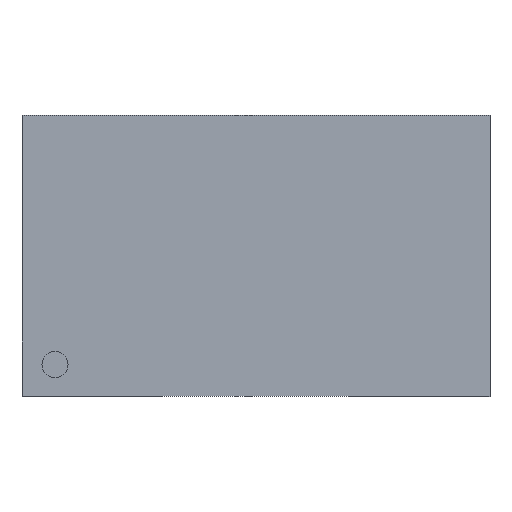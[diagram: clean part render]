
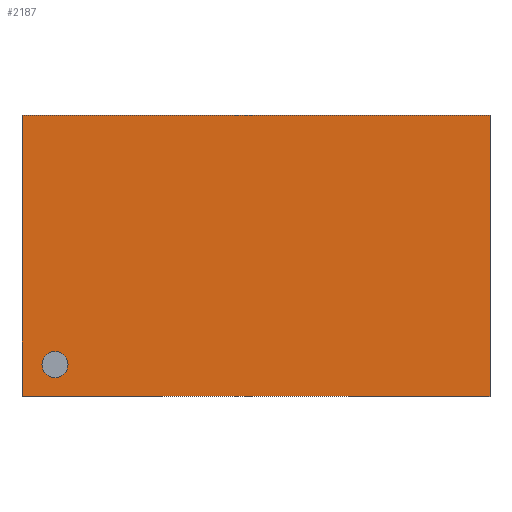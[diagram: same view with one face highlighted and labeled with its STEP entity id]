
A CAD part, top view. The second image highlights one B-rep face of the part: STEP entity #2187.
In plain terms, the highlighted planar face has unit normal (0, 0, 1).
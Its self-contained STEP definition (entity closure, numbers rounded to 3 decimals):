
#235 = ORIENTED_EDGE ( 'NONE', *, *, #4584, .F. ) ;
#451 = PLANE ( 'NONE',  #2302 ) ;
#459 = DIRECTION ( 'NONE',  ( 0., 1., 0. ) ) ;
#768 = VECTOR ( 'NONE', #459, 1000. ) ;
#788 = CARTESIAN_POINT ( 'NONE',  ( -0.859, -0.465, 1.2 ) ) ;
#802 = CARTESIAN_POINT ( 'NONE',  ( -1., 0.6, 1.2 ) ) ;
#981 = VECTOR ( 'NONE', #2419, 1000. ) ;
#1089 = CARTESIAN_POINT ( 'NONE',  ( -1., -0.6, 1.2 ) ) ;
#1130 = EDGE_CURVE ( 'NONE', #5325, #2775, #5233, .T. ) ;
#1165 = EDGE_LOOP ( 'NONE', ( #3100, #235 ) ) ;
#1178 = ORIENTED_EDGE ( 'NONE', *, *, #1130, .T. ) ;
#1235 = CIRCLE ( 'NONE', #2677, 0.056 ) ;
#1237 = FACE_BOUND ( 'NONE', #1165, .T. ) ;
#1346 = DIRECTION ( 'NONE',  ( 0., 0., 1. ) ) ;
#1354 = EDGE_CURVE ( 'NONE', #3911, #5325, #3666, .T. ) ;
#1480 = VERTEX_POINT ( 'NONE', #1794 ) ;
#1625 = ORIENTED_EDGE ( 'NONE', *, *, #1354, .T. ) ;
#1794 = CARTESIAN_POINT ( 'NONE',  ( -0.803, -0.465, 1.2 ) ) ;
#1889 = DIRECTION ( 'NONE',  ( 1., 0., 0. ) ) ;
#2073 = CARTESIAN_POINT ( 'NONE',  ( 1., 0.6, 1.2 ) ) ;
#2187 = ADVANCED_FACE ( 'NONE', ( #5196, #1237 ), #451, .T. ) ;
#2228 = DIRECTION ( 'NONE',  ( 1., 0., 0. ) ) ;
#2229 = AXIS2_PLACEMENT_3D ( 'NONE', #788, #2900, #1889 ) ;
#2235 = EDGE_LOOP ( 'NONE', ( #1178, #3137, #2382, #1625 ) ) ;
#2302 = AXIS2_PLACEMENT_3D ( 'NONE', #5138, #1346, #5170 ) ;
#2382 = ORIENTED_EDGE ( 'NONE', *, *, #5194, .T. ) ;
#2419 = DIRECTION ( 'NONE',  ( 1., 0., 0. ) ) ;
#2677 = AXIS2_PLACEMENT_3D ( 'NONE', #4800, #3944, #2228 ) ;
#2696 = EDGE_CURVE ( 'NONE', #2775, #5480, #4657, .T. ) ;
#2775 = VERTEX_POINT ( 'NONE', #2073 ) ;
#2900 = DIRECTION ( 'NONE',  ( 0., 0., 1. ) ) ;
#3095 = DIRECTION ( 'NONE',  ( 0., -1., 0. ) ) ;
#3100 = ORIENTED_EDGE ( 'NONE', *, *, #4280, .F. ) ;
#3137 = ORIENTED_EDGE ( 'NONE', *, *, #2696, .T. ) ;
#3662 = CARTESIAN_POINT ( 'NONE',  ( -0.915, -0.465, 1.2 ) ) ;
#3666 = LINE ( 'NONE', #1089, #981 ) ;
#3805 = VECTOR ( 'NONE', #5422, 1000. ) ;
#3911 = VERTEX_POINT ( 'NONE', #4473 ) ;
#3944 = DIRECTION ( 'NONE',  ( 0., 0., 1. ) ) ;
#3968 = CIRCLE ( 'NONE', #2229, 0.056 ) ;
#4280 = EDGE_CURVE ( 'NONE', #1480, #4440, #1235, .T. ) ;
#4376 = CARTESIAN_POINT ( 'NONE',  ( 1., 0.6, 1.2 ) ) ;
#4389 = LINE ( 'NONE', #4814, #5324 ) ;
#4440 = VERTEX_POINT ( 'NONE', #3662 ) ;
#4473 = CARTESIAN_POINT ( 'NONE',  ( -1., -0.6, 1.2 ) ) ;
#4584 = EDGE_CURVE ( 'NONE', #4440, #1480, #3968, .T. ) ;
#4657 = LINE ( 'NONE', #802, #3805 ) ;
#4800 = CARTESIAN_POINT ( 'NONE',  ( -0.859, -0.465, 1.2 ) ) ;
#4814 = CARTESIAN_POINT ( 'NONE',  ( -1., 0.6, 1.2 ) ) ;
#5138 = CARTESIAN_POINT ( 'NONE',  ( 0., 0., 1.2 ) ) ;
#5170 = DIRECTION ( 'NONE',  ( 1., 0., 0. ) ) ;
#5194 = EDGE_CURVE ( 'NONE', #5480, #3911, #4389, .T. ) ;
#5196 = FACE_OUTER_BOUND ( 'NONE', #2235, .T. ) ;
#5232 = CARTESIAN_POINT ( 'NONE',  ( -1., 0.6, 1.2 ) ) ;
#5233 = LINE ( 'NONE', #4376, #768 ) ;
#5271 = CARTESIAN_POINT ( 'NONE',  ( 1., -0.6, 1.2 ) ) ;
#5324 = VECTOR ( 'NONE', #3095, 1000. ) ;
#5325 = VERTEX_POINT ( 'NONE', #5271 ) ;
#5422 = DIRECTION ( 'NONE',  ( -1., 0., 0. ) ) ;
#5480 = VERTEX_POINT ( 'NONE', #5232 ) ;
